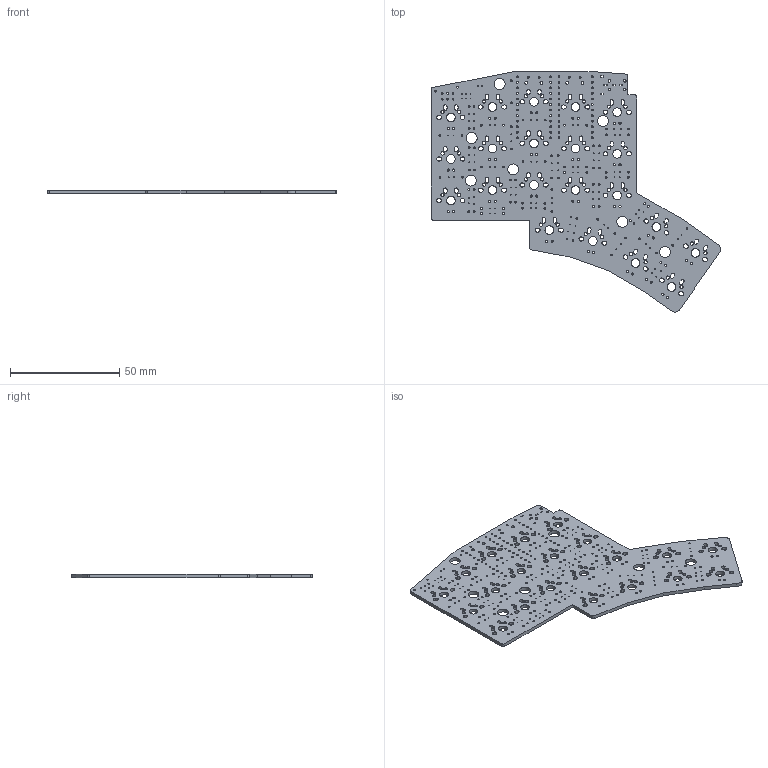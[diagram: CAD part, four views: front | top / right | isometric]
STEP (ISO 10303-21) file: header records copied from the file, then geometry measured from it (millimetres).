
FILE_DESCRIPTION(('KiCad electronic assembly'),'2;1');
FILE_NAME('edwardash.step','2023-08-06T13:07:08',('Pcbnew'),('Kicad'), 'Open CASCADE STEP processor 7.6','KiCad to STEP converter','Unknown' );
FILE_SCHEMA(('AUTOMOTIVE_DESIGN { 1 0 10303 214 1 1 1 1 }'));
Length unit declared in the file: millimetre
Products named in the file (2): edwardash 1; edwardash PCB
Assembly tree (1 placements, depth 2):
  edwardash 1
    edwardash PCB
Bounding box: 132.51 x 110.12 x 1.6 mm (x, y, z)
Volume: 12137.3 mm3; surface area: 18735.6 mm2
Topology: 1 solids, 1 shells, 702 faces, 2100 edges, 1400 vertices
Faces by surface type: cylinder 589, plane 113
Full cylindrical faces by diameter (mm): 0.4 x92, 0.5 x2, 0.762 x10, 0.8 x90, 0.813 x48, 0.991 x42, 1.2 x4, 1.3 x4, 1.5 x42, 4 x21, 5 x7
Entity records: 53285 total; most frequent: DIRECTION 8718, CARTESIAN_POINT 8572, ORIENTED_EDGE 4200, PCURVE 4200, DEFINITIONAL_REPRESENTATION 4200, LINE 3776, VECTOR 3776, CIRCLE 2356
